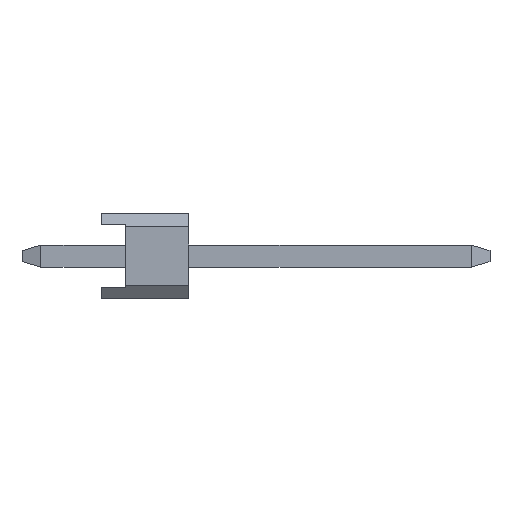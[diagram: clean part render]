
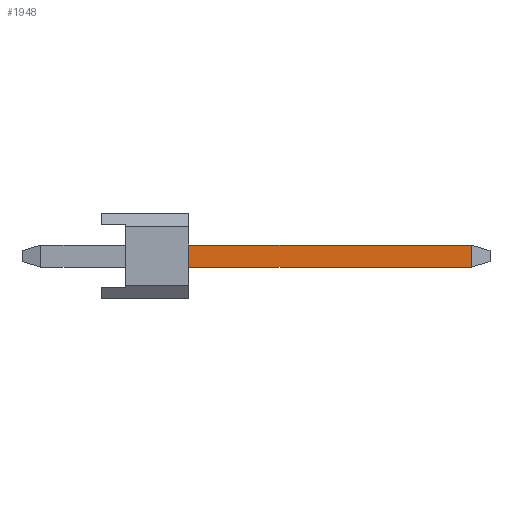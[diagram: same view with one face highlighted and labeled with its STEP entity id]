
A CAD part, left-side view. The second image highlights one B-rep face of the part: STEP entity #1948.
In plain terms, the highlighted planar face has unit normal (-1, 0, 0).
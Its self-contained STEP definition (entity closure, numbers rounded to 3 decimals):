
#1522=EDGE_CURVE('',#1716,#1620,#4010,.T.);
#1620=VERTEX_POINT('',#4123);
#1684=VERTEX_POINT('',#4192);
#1716=VERTEX_POINT('',#4225);
#1948=ADVANCED_FACE('',(#4495),#4496,.T.);
#2684=EDGE_CURVE('',#1684,#2692,#5298,.T.);
#2692=VERTEX_POINT('',#5307);
#3034=EDGE_CURVE('',#2692,#1716,#5689,.T.);
#3234=EDGE_CURVE('',#1620,#1684,#5908,.T.);
#4010=LINE('',#6848,#6849);
#4123=CARTESIAN_POINT('',(-9.21,-10.744,0.32));
#4192=CARTESIAN_POINT('',(-9.21,-10.744,-0.32));
#4225=CARTESIAN_POINT('',(-9.21,-2.54,0.32));
#4495=FACE_OUTER_BOUND('',#7524,.T.);
#4496=PLANE('',#7525);
#5298=LINE('',#8702,#8703);
#5307=CARTESIAN_POINT('',(-9.21,-2.54,-0.32));
#5689=LINE('',#9269,#9270);
#5908=LINE('',#9596,#9597);
#6848=CARTESIAN_POINT('',(-9.21,-4.49,0.32));
#6849=VECTOR('',#10607,1.0);
#7524=EDGE_LOOP('',(#11238,#11239,#11240,#11241));
#7525=AXIS2_PLACEMENT_3D('',#11242,#11243,#11244);
#8702=CARTESIAN_POINT('',(-9.21,1.764,-0.32));
#8703=VECTOR('',#11974,1.0);
#9269=CARTESIAN_POINT('',(-9.21,-2.54,0.252));
#9270=VECTOR('',#12408,1.0);
#9596=CARTESIAN_POINT('',(-9.21,-10.744,0.5));
#9597=VECTOR('',#12618,1.0);
#10607=DIRECTION('',(0.,-1.0,0.));
#11238=ORIENTED_EDGE('',*,*,#3034,.F.);
#11239=ORIENTED_EDGE('',*,*,#2684,.F.);
#11240=ORIENTED_EDGE('',*,*,#3234,.F.);
#11241=ORIENTED_EDGE('',*,*,#1522,.F.);
#11242=CARTESIAN_POINT('',(-9.21,1.764,0.5));
#11243=DIRECTION('',(-1.0,0.,0.));
#11244=DIRECTION('',(0.,1.0,0.));
#11974=DIRECTION('',(0.,1.0,0.));
#12408=DIRECTION('',(0.,0.,1.0));
#12618=DIRECTION('',(0.0,0.,-1.0));
